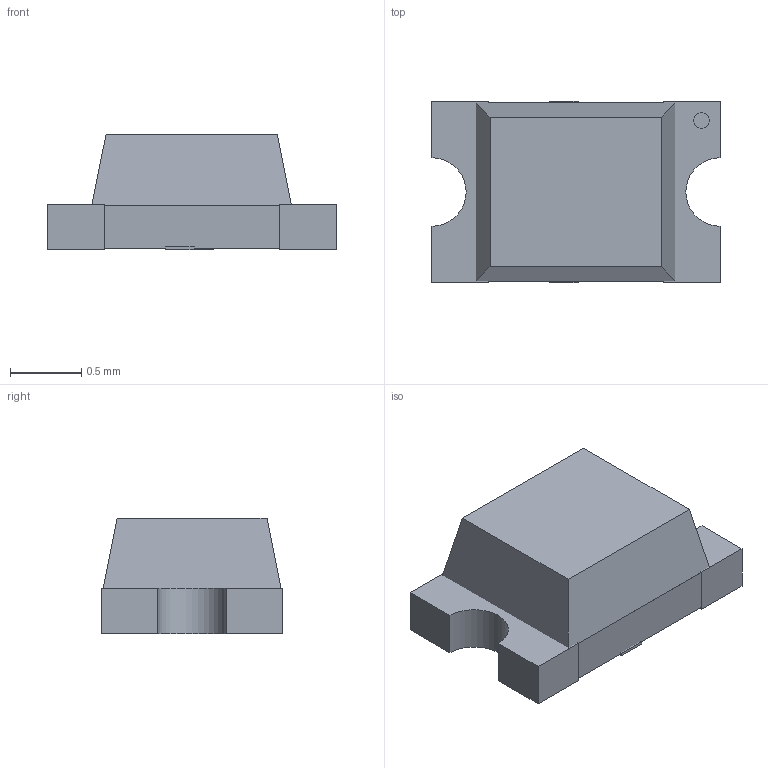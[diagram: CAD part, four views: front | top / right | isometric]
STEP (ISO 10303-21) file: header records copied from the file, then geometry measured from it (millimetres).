
FILE_DESCRIPTION( ( '' ), ' ' );
FILE_NAME( '5b22271064925b0e53128a24.step', '2018-06-14T08:28:01', ( '' ), ( '' ), ' ', ' ', ' ' );
FILE_SCHEMA( ( 'AUTOMOTIVE_DESIGN { 1 0 10303 214 1 1 1 1 }' ) );
Length unit declared in the file: metre
Products named in the file (5): Open CASCADE STEP translator 6.8 3; Open CASCADE STEP translator 6.8 2; Open CASCADE STEP translator 6.8 1
Bounding box: 2.02 x 1.27 x 0.81 mm (x, y, z)
Volume: 1.7 mm3; surface area: 16.9 mm2
Topology: 5 solids, 5 shells, 43 faces, 99 edges, 66 vertices
Faces by surface type: plane 38, cylinder 5
Full cylindrical faces by diameter (mm): 0.11 x1
Entity records: 2092 total; most frequent: CARTESIAN_POINT 212, DIRECTION 204, ORIENTED_EDGE 196, STYLED_ITEM 141, PRESENTATION_STYLE_ASSIGNMENT 141, COLOUR_RGB 141, EDGE_CURVE 98, CURVE_STYLE 98
